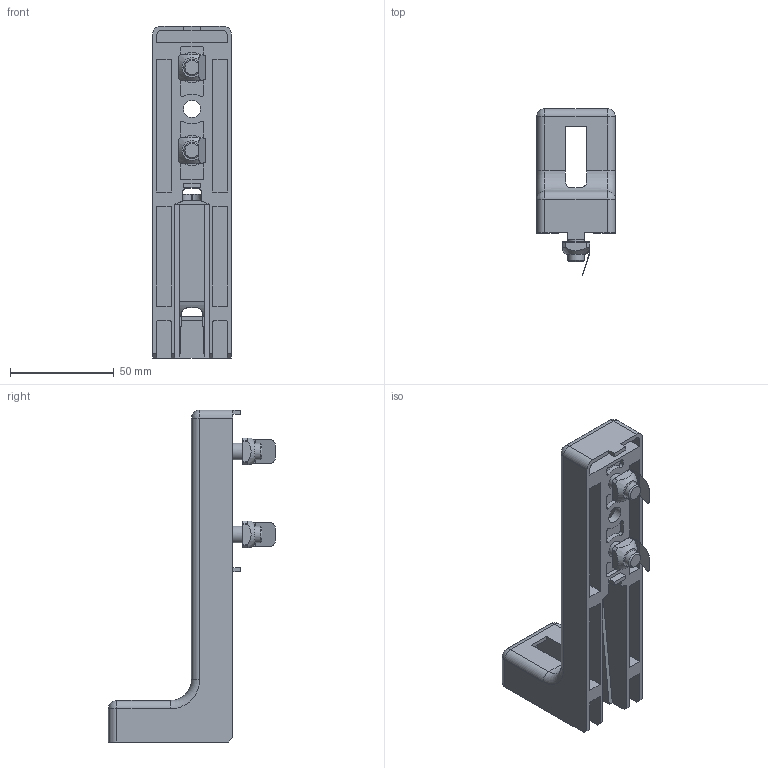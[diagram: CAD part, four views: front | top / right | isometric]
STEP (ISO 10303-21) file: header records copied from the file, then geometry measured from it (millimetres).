
FILE_DESCRIPTION(('STEP AP203'),'1');
FILE_NAME('BASE08E1500.stp','2023-10-23T07:52:49',(' '),(' '),'Spatial InterOp 3D',' ',' ');
FILE_SCHEMA(('CONFIG_CONTROL_DESIGN'));
Length unit declared in the file: millimetre
Products named in the file (7): Kit de fixation - EcrouForceVsLigne; Vis BHC - M8x18; Ecrou carré languette 8 45 M8; Kit équerre fixation au sol simple 8-45; Ancrage fixation au sol simple 8
Assembly tree (7 placements, depth 4):
  Kit équerre fixation au sol simple 8-45
    Kit de fixation - EcrouForceVsLigne  x2
      Vis BHC - M8x18
      Ecrou carré languette 8 45 M8
        Ecrou carré languette 8 45 M8
        Ecrou carré languette 8 45 M8
    Ancrage fixation au sol simple 8
Bounding box: 38 x 80.55 x 160 mm (x, y, z)
Volume: 58658.3 mm3; surface area: 48716.8 mm2
Topology: 7 solids, 7 shells, 291 faces, 751 edges, 462 vertices
Faces by surface type: plane 149, cylinder 100, sphere 22, torus 14, cone 6
Full cylindrical faces by diameter (mm): 6.8 x2, 8 x4, 8.22 x3
Entity records: 7972 total; most frequent: CARTESIAN_POINT 1419, DIRECTION 1192, ORIENTED_EDGE 1146, EDGE_CURVE 573, AXIS2_PLACEMENT_3D 405, LINE 382, VECTOR 382, VERTEX_POINT 374
